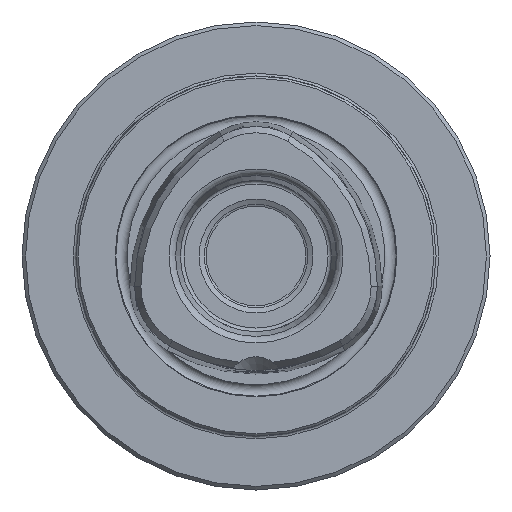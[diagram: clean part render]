
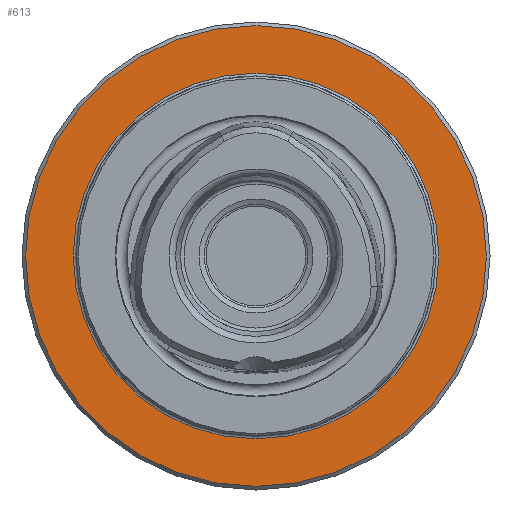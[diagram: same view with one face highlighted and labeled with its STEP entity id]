
A CAD part, left-side view. The second image highlights one B-rep face of the part: STEP entity #613.
In plain terms, the highlighted planar face has unit normal (-1, 0, 0).
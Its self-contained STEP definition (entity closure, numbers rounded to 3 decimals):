
#613 = ADVANCED_FACE( '', ( #1280, #1281 ), #1282, .F. );
#1280 = FACE_OUTER_BOUND( '', #2013, .T. );
#1281 = FACE_BOUND( '', #2014, .T. );
#1282 = PLANE( '', #2015 );
#2013 = EDGE_LOOP( '', ( #3258 ) );
#2014 = EDGE_LOOP( '', ( #3259 ) );
#2015 = AXIS2_PLACEMENT_3D( '', #3260, #3261, #3262 );
#3258 = ORIENTED_EDGE( '', *, *, #4279, .T. );
#3259 = ORIENTED_EDGE( '', *, *, #4280, .T. );
#3260 = CARTESIAN_POINT( '', ( 20.4, 0., 25. ) );
#3261 = DIRECTION( '', ( 1., 0., 0. ) );
#3262 = DIRECTION( '', ( 0., 0., -1. ) );
#4279 = EDGE_CURVE( '', #5102, #5102, #5103, .F. );
#4280 = EDGE_CURVE( '', #5104, #5104, #5105, .T. );
#5102 = VERTEX_POINT( '', #6649 );
#5103 = CIRCLE( '', #6650, 32. );
#5104 = VERTEX_POINT( '', #6651 );
#5105 = CIRCLE( '', #6652, 25.4 );
#6649 = CARTESIAN_POINT( '', ( 20.4, 0., -32. ) );
#6650 = AXIS2_PLACEMENT_3D( '', #7539, #7540, #7541 );
#6651 = CARTESIAN_POINT( '', ( 20.4, 0., -25.4 ) );
#6652 = AXIS2_PLACEMENT_3D( '', #7542, #7543, #7544 );
#7539 = CARTESIAN_POINT( '', ( 20.4, 0., 0. ) );
#7540 = DIRECTION( '', ( 1., 0., 0. ) );
#7541 = DIRECTION( '', ( 0., 0., -1. ) );
#7542 = CARTESIAN_POINT( '', ( 20.4, 0., 0. ) );
#7543 = DIRECTION( '', ( 1., 0., 0. ) );
#7544 = DIRECTION( '', ( 0., 0., -1. ) );
